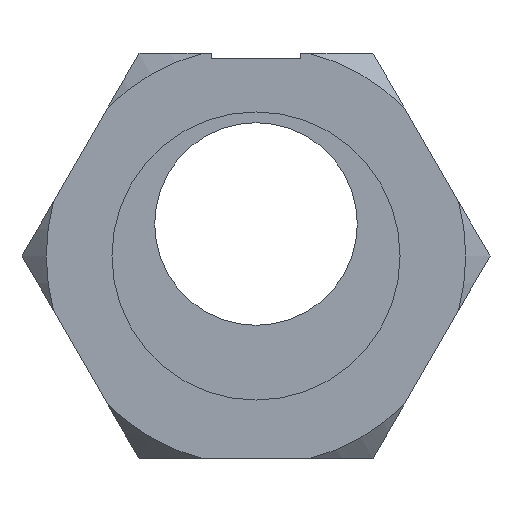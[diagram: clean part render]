
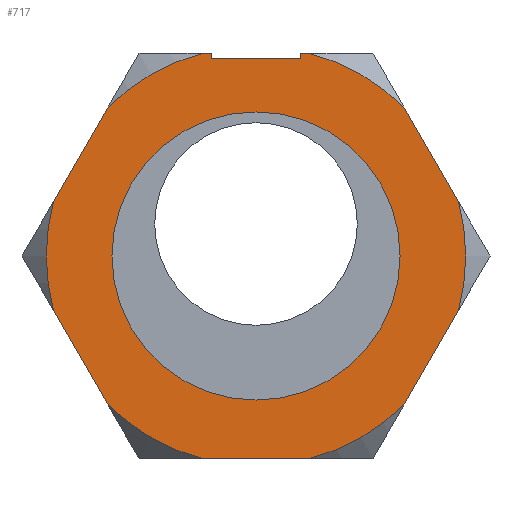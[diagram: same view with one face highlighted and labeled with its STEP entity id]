
A CAD part, front view. The second image highlights one B-rep face of the part: STEP entity #717.
In plain terms, the highlighted planar face has unit normal (0, -1, 0).
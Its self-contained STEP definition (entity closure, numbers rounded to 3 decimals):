
#17 = CARTESIAN_POINT ( 'NONE',  ( 0., 0., 0. ) ) ;
#18 = EDGE_CURVE ( 'NONE', #823, #139, #864, .T. ) ;
#33 = CIRCLE ( 'NONE', #263, 3.555 ) ;
#43 = ORIENTED_EDGE ( 'NONE', *, *, #227, .T. ) ;
#45 = LINE ( 'NONE', #427, #235 ) ;
#46 = VERTEX_POINT ( 'NONE', #75 ) ;
#48 = EDGE_CURVE ( 'NONE', #120, #328, #386, .T. ) ;
#49 = CARTESIAN_POINT ( 'NONE',  ( 4.994, 0., 1.349 ) ) ;
#50 = EDGE_CURVE ( 'NONE', #976, #1017, #446, .T. ) ;
#53 = PLANE ( 'NONE',  #913 ) ;
#54 = VECTOR ( 'NONE', #955, 1000. ) ;
#57 = DIRECTION ( 'NONE',  ( 0., -1., 0. ) ) ;
#60 = CARTESIAN_POINT ( 'NONE',  ( 0., 0., 0. ) ) ;
#65 = CARTESIAN_POINT ( 'NONE',  ( 4.994, 0., -1.349 ) ) ;
#67 = EDGE_CURVE ( 'NONE', #389, #724, #33, .T. ) ;
#75 = CARTESIAN_POINT ( 'NONE',  ( -1.1, 0., 5. ) ) ;
#84 = DIRECTION ( 'NONE',  ( 0., 0., 1. ) ) ;
#89 = CARTESIAN_POINT ( 'NONE',  ( -2.887, 0., 5. ) ) ;
#101 = LINE ( 'NONE', #824, #506 ) ;
#110 = EDGE_CURVE ( 'NONE', #823, #839, #505, .T. ) ;
#120 = VERTEX_POINT ( 'NONE', #937 ) ;
#121 = VECTOR ( 'NONE', #510, 1000. ) ;
#128 = CARTESIAN_POINT ( 'NONE',  ( 0., 0., 3.555 ) ) ;
#139 = VERTEX_POINT ( 'NONE', #776 ) ;
#147 = CARTESIAN_POINT ( 'NONE',  ( 0., 0., 0. ) ) ;
#149 = AXIS2_PLACEMENT_3D ( 'NONE', #17, #57, #787 ) ;
#163 = DIRECTION ( 'NONE',  ( 0., -1., 0. ) ) ;
#170 = AXIS2_PLACEMENT_3D ( 'NONE', #998, #935, #887 ) ;
#176 = ORIENTED_EDGE ( 'NONE', *, *, #790, .F. ) ;
#186 = LINE ( 'NONE', #396, #426 ) ;
#188 = VERTEX_POINT ( 'NONE', #534 ) ;
#191 = CARTESIAN_POINT ( 'NONE',  ( -4.994, 0., 1.349 ) ) ;
#203 = EDGE_LOOP ( 'NONE', ( #383, #43, #496, #737, #665, #805, #1021, #694, #902, #273, #269, #653, #906, #207, #693, #176 ) ) ;
#207 = ORIENTED_EDGE ( 'NONE', *, *, #970, .F. ) ;
#208 = DIRECTION ( 'NONE',  ( 0., 0., 1. ) ) ;
#215 = DIRECTION ( 'NONE',  ( 0.5, 0., -0.866 ) ) ;
#222 = CARTESIAN_POINT ( 'NONE',  ( -2.887, 0., 5. ) ) ;
#227 = EDGE_CURVE ( 'NONE', #393, #839, #637, .T. ) ;
#235 = VECTOR ( 'NONE', #476, 1000. ) ;
#238 = CARTESIAN_POINT ( 'NONE',  ( -1.1, 0., 4.87 ) ) ;
#243 = CARTESIAN_POINT ( 'NONE',  ( 0., 0., 0. ) ) ;
#252 = CARTESIAN_POINT ( 'NONE',  ( 0., 0., -3.555 ) ) ;
#263 = AXIS2_PLACEMENT_3D ( 'NONE', #243, #163, #84 ) ;
#266 = EDGE_CURVE ( 'NONE', #399, #293, #714, .T. ) ;
#269 = ORIENTED_EDGE ( 'NONE', *, *, #771, .F. ) ;
#273 = ORIENTED_EDGE ( 'NONE', *, *, #366, .T. ) ;
#278 = LINE ( 'NONE', #222, #500 ) ;
#289 = DIRECTION ( 'NONE',  ( 1., 0., 0. ) ) ;
#290 = CARTESIAN_POINT ( 'NONE',  ( 3.666, 0., 3.651 ) ) ;
#293 = VERTEX_POINT ( 'NONE', #452 ) ;
#301 = CIRCLE ( 'NONE', #535, 5.174 ) ;
#308 = CARTESIAN_POINT ( 'NONE',  ( 1.1, 0., 4.87 ) ) ;
#317 = CARTESIAN_POINT ( 'NONE',  ( 1.1, 0., 4.87 ) ) ;
#321 = CARTESIAN_POINT ( 'NONE',  ( 1.329, 0., -5. ) ) ;
#323 = DIRECTION ( 'NONE',  ( 0., 0., 1. ) ) ;
#328 = VERTEX_POINT ( 'NONE', #861 ) ;
#353 = DIRECTION ( 'NONE',  ( -0.5, 0., -0.866 ) ) ;
#357 = LINE ( 'NONE', #680, #755 ) ;
#366 = EDGE_CURVE ( 'NONE', #460, #559, #945, .T. ) ;
#368 = DIRECTION ( 'NONE',  ( 0., 0., -1. ) ) ;
#370 = DIRECTION ( 'NONE',  ( 0., 0., -1. ) ) ;
#371 = DIRECTION ( 'NONE',  ( 0., -1., 0. ) ) ;
#372 = VECTOR ( 'NONE', #289, 1000. ) ;
#374 = CARTESIAN_POINT ( 'NONE',  ( -3.666, 0., -3.651 ) ) ;
#383 = ORIENTED_EDGE ( 'NONE', *, *, #501, .F. ) ;
#384 = CARTESIAN_POINT ( 'NONE',  ( -1.329, 0., 5. ) ) ;
#386 = LINE ( 'NONE', #89, #372 ) ;
#389 = VERTEX_POINT ( 'NONE', #252 ) ;
#393 = VERTEX_POINT ( 'NONE', #384 ) ;
#396 = CARTESIAN_POINT ( 'NONE',  ( 1.1, 0., 5. ) ) ;
#399 = VERTEX_POINT ( 'NONE', #321 ) ;
#408 = ORIENTED_EDGE ( 'NONE', *, *, #432, .F. ) ;
#426 = VECTOR ( 'NONE', #323, 1000. ) ;
#427 = CARTESIAN_POINT ( 'NONE',  ( -2.887, 0., -5. ) ) ;
#429 = AXIS2_PLACEMENT_3D ( 'NONE', #715, #917, #208 ) ;
#432 = EDGE_CURVE ( 'NONE', #724, #389, #1024, .T. ) ;
#446 = LINE ( 'NONE', #308, #54 ) ;
#449 = CARTESIAN_POINT ( 'NONE',  ( -1.1, 0., 5. ) ) ;
#452 = CARTESIAN_POINT ( 'NONE',  ( 3.666, 0., -3.651 ) ) ;
#455 = DIRECTION ( 'NONE',  ( 0., 0., -1. ) ) ;
#460 = VERTEX_POINT ( 'NONE', #65 ) ;
#475 = EDGE_CURVE ( 'NONE', #635, #188, #301, .T. ) ;
#476 = DIRECTION ( 'NONE',  ( -0.5, 0., 0.866 ) ) ;
#496 = ORIENTED_EDGE ( 'NONE', *, *, #110, .F. ) ;
#500 = VECTOR ( 'NONE', #519, 1000. ) ;
#501 = EDGE_CURVE ( 'NONE', #393, #46, #278, .T. ) ;
#505 = LINE ( 'NONE', #719, #507 ) ;
#506 = VECTOR ( 'NONE', #353, 1000. ) ;
#507 = VECTOR ( 'NONE', #794, 1000. ) ;
#510 = DIRECTION ( 'NONE',  ( -1., 0., 0. ) ) ;
#519 = DIRECTION ( 'NONE',  ( 1., 0., 0. ) ) ;
#528 = DIRECTION ( 'NONE',  ( 0., -1., 0. ) ) ;
#534 = CARTESIAN_POINT ( 'NONE',  ( -1.329, 0., -5. ) ) ;
#535 = AXIS2_PLACEMENT_3D ( 'NONE', #147, #536, #455 ) ;
#536 = DIRECTION ( 'NONE',  ( 0., -1., 0. ) ) ;
#551 = LINE ( 'NONE', #449, #947 ) ;
#559 = VERTEX_POINT ( 'NONE', #49 ) ;
#581 = CARTESIAN_POINT ( 'NONE',  ( 0., 0., 0. ) ) ;
#585 = DIRECTION ( 'NONE',  ( 0., -1., 0. ) ) ;
#590 = EDGE_CURVE ( 'NONE', #635, #139, #45, .T. ) ;
#597 = DIRECTION ( 'NONE',  ( 0., 0., -1. ) ) ;
#606 = AXIS2_PLACEMENT_3D ( 'NONE', #985, #371, #368 ) ;
#624 = FACE_OUTER_BOUND ( 'NONE', #203, .T. ) ;
#635 = VERTEX_POINT ( 'NONE', #374 ) ;
#637 = CIRCLE ( 'NONE', #606, 5.174 ) ;
#653 = ORIENTED_EDGE ( 'NONE', *, *, #734, .T. ) ;
#665 = ORIENTED_EDGE ( 'NONE', *, *, #590, .F. ) ;
#675 = CARTESIAN_POINT ( 'NONE',  ( -3.666, 0., 3.651 ) ) ;
#680 = CARTESIAN_POINT ( 'NONE',  ( 2.887, 0., 5. ) ) ;
#693 = ORIENTED_EDGE ( 'NONE', *, *, #50, .F. ) ;
#694 = ORIENTED_EDGE ( 'NONE', *, *, #266, .T. ) ;
#714 = CIRCLE ( 'NONE', #816, 5.174 ) ;
#715 = CARTESIAN_POINT ( 'NONE',  ( 0., 0., 0. ) ) ;
#717 = ADVANCED_FACE ( 'NONE', ( #624, #995 ), #53, .F. ) ;
#719 = CARTESIAN_POINT ( 'NONE',  ( -5.774, 0., 0. ) ) ;
#724 = VERTEX_POINT ( 'NONE', #128 ) ;
#734 = EDGE_CURVE ( 'NONE', #819, #328, #809, .T. ) ;
#737 = ORIENTED_EDGE ( 'NONE', *, *, #18, .T. ) ;
#742 = CARTESIAN_POINT ( 'NONE',  ( 2.887, 0., -5. ) ) ;
#755 = VECTOR ( 'NONE', #215, 1000. ) ;
#771 = EDGE_CURVE ( 'NONE', #819, #559, #357, .T. ) ;
#776 = CARTESIAN_POINT ( 'NONE',  ( -4.994, 0., -1.349 ) ) ;
#787 = DIRECTION ( 'NONE',  ( 0., 0., -1. ) ) ;
#790 = EDGE_CURVE ( 'NONE', #46, #976, #551, .T. ) ;
#794 = DIRECTION ( 'NONE',  ( 0.5, 0., 0.866 ) ) ;
#805 = ORIENTED_EDGE ( 'NONE', *, *, #475, .T. ) ;
#809 = CIRCLE ( 'NONE', #859, 5.174 ) ;
#816 = AXIS2_PLACEMENT_3D ( 'NONE', #581, #585, #597 ) ;
#819 = VERTEX_POINT ( 'NONE', #290 ) ;
#822 = EDGE_CURVE ( 'NONE', #399, #188, #973, .T. ) ;
#823 = VERTEX_POINT ( 'NONE', #191 ) ;
#824 = CARTESIAN_POINT ( 'NONE',  ( 5.774, 0., 0. ) ) ;
#839 = VERTEX_POINT ( 'NONE', #675 ) ;
#849 = DIRECTION ( 'NONE',  ( 0., 0., -1. ) ) ;
#858 = EDGE_CURVE ( 'NONE', #460, #293, #101, .T. ) ;
#859 = AXIS2_PLACEMENT_3D ( 'NONE', #918, #528, #849 ) ;
#861 = CARTESIAN_POINT ( 'NONE',  ( 1.329, 0., 5. ) ) ;
#864 = CIRCLE ( 'NONE', #149, 5.174 ) ;
#868 = EDGE_LOOP ( 'NONE', ( #408, #940 ) ) ;
#887 = DIRECTION ( 'NONE',  ( 0., 0., -1. ) ) ;
#902 = ORIENTED_EDGE ( 'NONE', *, *, #858, .F. ) ;
#906 = ORIENTED_EDGE ( 'NONE', *, *, #48, .F. ) ;
#913 = AXIS2_PLACEMENT_3D ( 'NONE', #60, #999, #1001 ) ;
#917 = DIRECTION ( 'NONE',  ( 0., -1., 0. ) ) ;
#918 = CARTESIAN_POINT ( 'NONE',  ( 0., 0., 0. ) ) ;
#935 = DIRECTION ( 'NONE',  ( 0., -1., 0. ) ) ;
#937 = CARTESIAN_POINT ( 'NONE',  ( 1.1, 0., 5. ) ) ;
#940 = ORIENTED_EDGE ( 'NONE', *, *, #67, .F. ) ;
#945 = CIRCLE ( 'NONE', #170, 5.174 ) ;
#947 = VECTOR ( 'NONE', #370, 1000. ) ;
#955 = DIRECTION ( 'NONE',  ( 1., 0., 0. ) ) ;
#970 = EDGE_CURVE ( 'NONE', #1017, #120, #186, .T. ) ;
#973 = LINE ( 'NONE', #742, #121 ) ;
#976 = VERTEX_POINT ( 'NONE', #238 ) ;
#985 = CARTESIAN_POINT ( 'NONE',  ( 0., 0., 0. ) ) ;
#995 = FACE_BOUND ( 'NONE', #868, .T. ) ;
#998 = CARTESIAN_POINT ( 'NONE',  ( 0., 0., 0. ) ) ;
#999 = DIRECTION ( 'NONE',  ( 0., 1., 0. ) ) ;
#1001 = DIRECTION ( 'NONE',  ( 0., 0., 1. ) ) ;
#1017 = VERTEX_POINT ( 'NONE', #317 ) ;
#1021 = ORIENTED_EDGE ( 'NONE', *, *, #822, .F. ) ;
#1024 = CIRCLE ( 'NONE', #429, 3.555 ) ;
